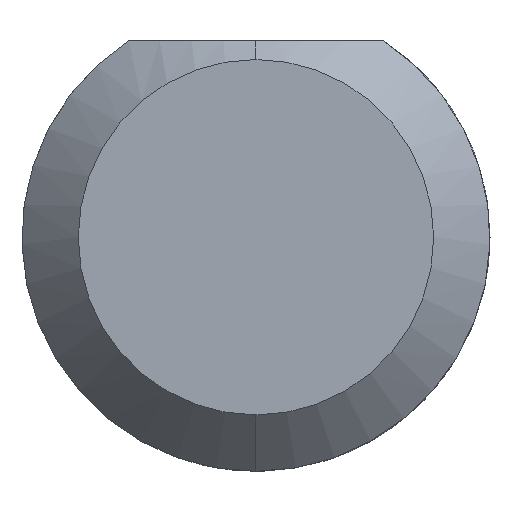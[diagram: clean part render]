
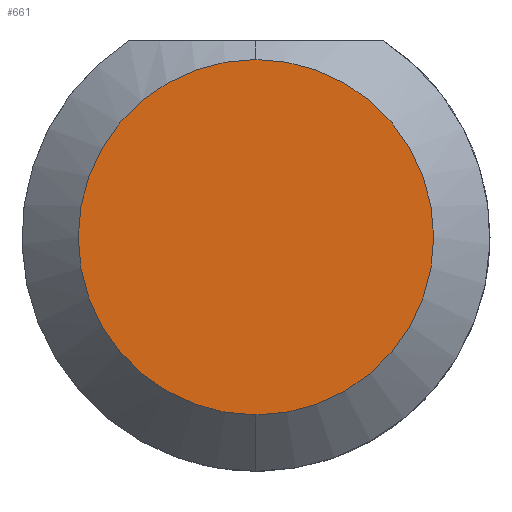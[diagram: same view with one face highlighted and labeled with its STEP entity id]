
A CAD part, left-side view. The second image highlights one B-rep face of the part: STEP entity #661.
In plain terms, the highlighted planar face has unit normal (-1, 0, 0).
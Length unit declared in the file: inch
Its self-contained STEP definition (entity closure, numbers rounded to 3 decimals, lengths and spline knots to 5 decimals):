
#3 = AXIS2_PLACEMENT_3D ( 'NONE', #102, #655, #368 ) ;
#16 = DIRECTION ( 'NONE',  ( 1., 0., 0. ) ) ;
#21 = DIRECTION ( 'NONE',  ( 0., 0., -1. ) ) ;
#38 = DIRECTION ( 'NONE',  ( 0., 0., 1. ) ) ;
#72 = PLANE ( 'NONE',  #95 ) ;
#95 = AXIS2_PLACEMENT_3D ( 'NONE', #278, #16, #21 ) ;
#96 = FACE_OUTER_BOUND ( 'NONE', #396, .T. ) ;
#102 = CARTESIAN_POINT ( 'NONE',  ( 0., 0., 0. ) ) ;
#227 = VERTEX_POINT ( 'NONE', #294 ) ;
#235 = CIRCLE ( 'NONE', #3, 0.04735 ) ;
#255 = CIRCLE ( 'NONE', #357, 0.04735 ) ;
#278 = CARTESIAN_POINT ( 'NONE',  ( 0., 0., 0. ) ) ;
#283 = ORIENTED_EDGE ( 'NONE', *, *, #316, .T. ) ;
#294 = CARTESIAN_POINT ( 'NONE',  ( 0., 0., 0.04735 ) ) ;
#316 = EDGE_CURVE ( 'NONE', #227, #409, #255, .T. ) ;
#357 = AXIS2_PLACEMENT_3D ( 'NONE', #479, #534, #38 ) ;
#368 = DIRECTION ( 'NONE',  ( 0., 0., 1. ) ) ;
#396 = EDGE_LOOP ( 'NONE', ( #690, #283 ) ) ;
#409 = VERTEX_POINT ( 'NONE', #423 ) ;
#423 = CARTESIAN_POINT ( 'NONE',  ( 0., 0., -0.04735 ) ) ;
#446 = EDGE_CURVE ( 'NONE', #409, #227, #235, .T. ) ;
#479 = CARTESIAN_POINT ( 'NONE',  ( 0., 0., 0. ) ) ;
#534 = DIRECTION ( 'NONE',  ( -1., 0., 0. ) ) ;
#655 = DIRECTION ( 'NONE',  ( -1., 0., 0. ) ) ;
#661 = ADVANCED_FACE ( 'NONE', ( #96 ), #72, .F. ) ;
#690 = ORIENTED_EDGE ( 'NONE', *, *, #446, .T. ) ;
